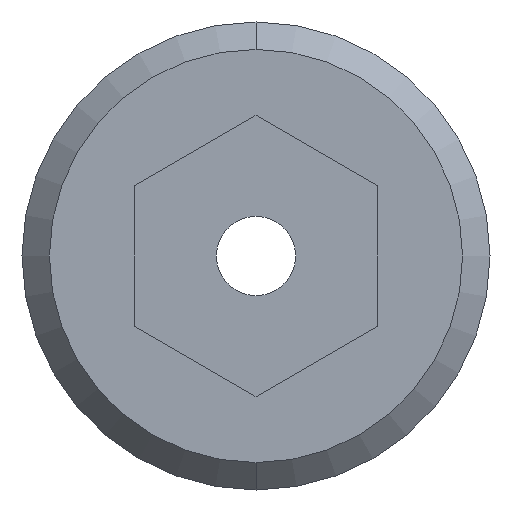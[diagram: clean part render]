
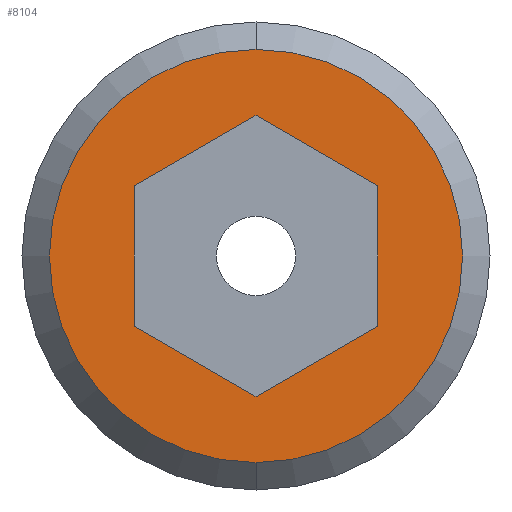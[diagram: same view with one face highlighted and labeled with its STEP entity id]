
A CAD part, left-side view. The second image highlights one B-rep face of the part: STEP entity #8104.
In plain terms, the highlighted planar face has unit normal (-1, 0, 0).
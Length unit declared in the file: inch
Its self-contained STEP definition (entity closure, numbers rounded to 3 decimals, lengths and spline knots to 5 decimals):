
#3459=CARTESIAN_POINT('',(-0.188,0.,0.));
#3460=DIRECTION('',(-1.,0.,0.));
#3461=DIRECTION('',(0.,1.,0.));
#3462=AXIS2_PLACEMENT_3D('',#3459,#3460,#3461);
#3477=DIRECTION('',(0.,0.5,0.866));
#3478=VECTOR('',#3477,0.09238);
#3479=CARTESIAN_POINT('',(-0.188,0.04619,-0.08));
#3480=LINE('',#3479,#3478);
#3481=DIRECTION('',(0.,1.,0.));
#3482=VECTOR('',#3481,0.09238);
#3483=CARTESIAN_POINT('',(-0.188,-0.04619,-0.08));
#3484=LINE('',#3483,#3482);
#3485=DIRECTION('',(0.,0.5,-0.866));
#3486=VECTOR('',#3485,0.09238);
#3487=CARTESIAN_POINT('',(-0.188,-0.09238,0.));
#3488=LINE('',#3487,#3486);
#3489=DIRECTION('',(0.,-0.5,-0.866));
#3490=VECTOR('',#3489,0.09238);
#3491=CARTESIAN_POINT('',(-0.188,-0.04619,0.08));
#3492=LINE('',#3491,#3490);
#3493=DIRECTION('',(0.,-1.,0.));
#3494=VECTOR('',#3493,0.09238);
#3495=CARTESIAN_POINT('',(-0.188,0.04619,0.08));
#3496=LINE('',#3495,#3494);
#3497=DIRECTION('',(0.,-0.5,0.866));
#3498=VECTOR('',#3497,0.09238);
#3499=CARTESIAN_POINT('',(-0.188,0.09238,0.));
#3500=LINE('',#3499,#3498);
#3501=CARTESIAN_POINT('',(-0.188,0.,0.));
#3502=DIRECTION('',(1.,0.,0.));
#3503=DIRECTION('',(0.,1.,0.));
#3504=AXIS2_PLACEMENT_3D('',#3501,#3502,#3503);
#3721=CARTESIAN_POINT('',(-0.188,0.13575,0.));
#3722=CARTESIAN_POINT('',(-0.188,-0.13575,0.));
#3723=VERTEX_POINT('',#3721);
#3724=VERTEX_POINT('',#3722);
#3741=CARTESIAN_POINT('',(-0.188,0.04619,-0.08));
#3742=CARTESIAN_POINT('',(-0.188,0.09238,0.));
#3743=VERTEX_POINT('',#3741);
#3744=VERTEX_POINT('',#3742);
#3745=CARTESIAN_POINT('',(-0.188,-0.04619,-0.08));
#3746=VERTEX_POINT('',#3745);
#3747=CARTESIAN_POINT('',(-0.188,-0.09238,0.));
#3748=VERTEX_POINT('',#3747);
#3749=CARTESIAN_POINT('',(-0.188,-0.04619,0.08));
#3750=VERTEX_POINT('',#3749);
#3751=CARTESIAN_POINT('',(-0.188,0.04619,0.08));
#3752=VERTEX_POINT('',#3751);
#8080=CARTESIAN_POINT('',(-0.188,0.,0.));
#8081=DIRECTION('',(1.,0.,0.));
#8082=DIRECTION('',(0.,-1.,0.));
#8083=AXIS2_PLACEMENT_3D('',#8080,#8081,#8082);
#8084=PLANE('',#8083);
#8085=ORIENTED_EDGE('',*,*,#8070,.F.);
#8087=ORIENTED_EDGE('',*,*,#8086,.T.);
#8088=EDGE_LOOP('',(#8085,#8087));
#8089=FACE_OUTER_BOUND('',#8088,.F.);
#8091=ORIENTED_EDGE('',*,*,#8090,.F.);
#8093=ORIENTED_EDGE('',*,*,#8092,.F.);
#8095=ORIENTED_EDGE('',*,*,#8094,.F.);
#8097=ORIENTED_EDGE('',*,*,#8096,.F.);
#8099=ORIENTED_EDGE('',*,*,#8098,.F.);
#8101=ORIENTED_EDGE('',*,*,#8100,.F.);
#8102=EDGE_LOOP('',(#8091,#8093,#8095,#8097,#8099,#8101));
#8103=FACE_BOUND('',#8102,.F.);
#3463=CIRCLE('',#3462,0.13575);
#3505=CIRCLE('',#3504,0.13575);
#8070=EDGE_CURVE('',#3723,#3724,#3463,.T.);
#8086=EDGE_CURVE('',#3723,#3724,#3505,.T.);
#8090=EDGE_CURVE('',#3743,#3744,#3480,.T.);
#8092=EDGE_CURVE('',#3746,#3743,#3484,.T.);
#8094=EDGE_CURVE('',#3748,#3746,#3488,.T.);
#8096=EDGE_CURVE('',#3750,#3748,#3492,.T.);
#8098=EDGE_CURVE('',#3752,#3750,#3496,.T.);
#8100=EDGE_CURVE('',#3744,#3752,#3500,.T.);
#8104=ADVANCED_FACE('',(#8089,#8103),#8084,.F.);
